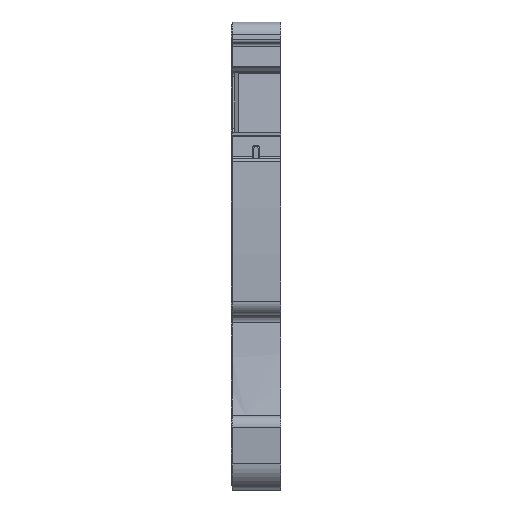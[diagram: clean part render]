
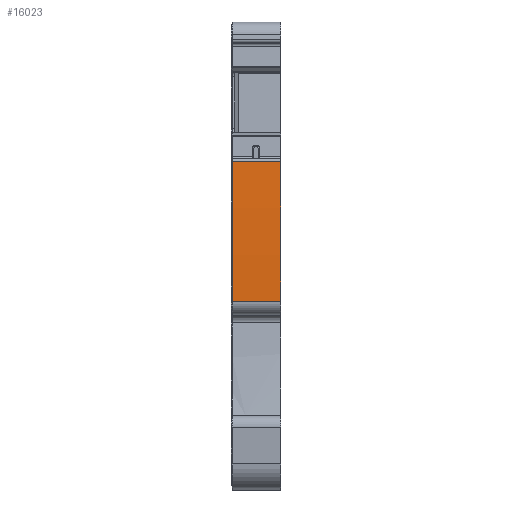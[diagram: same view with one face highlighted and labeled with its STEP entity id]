
A CAD part, front view. The second image highlights one B-rep face of the part: STEP entity #16023.
In plain terms, the highlighted cylindrical face has radius 122.182 mm (diameter 244.364 mm), a partial arc.
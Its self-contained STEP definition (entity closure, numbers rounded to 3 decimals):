
#9775=AXIS2_PLACEMENT_3D('Circle Axis2P3D',#9773,#9774,$) ;
#16003=AXIS2_PLACEMENT_3D('Cylinder Axis2P3D',#16000,#16001,#16002) ;
#16007=AXIS2_PLACEMENT_3D('Circle Axis2P3D',#16005,#16006,$) ;
#9770=CARTESIAN_POINT('Vertex',(0.05,1.648,13.45)) ;
#9773=CARTESIAN_POINT('Axis2P3D Location',(0.05,123.775,17.106)) ;
#9777=CARTESIAN_POINT('Vertex',(0.05,1.756,23.414)) ;
#15984=CARTESIAN_POINT('Vertex',(3.5,1.648,13.45)) ;
#15987=CARTESIAN_POINT('Line Origine',(1.775,1.648,13.45)) ;
#16000=CARTESIAN_POINT('Axis2P3D Location',(1.75,123.775,17.106)) ;
#16005=CARTESIAN_POINT('Axis2P3D Location',(3.5,123.775,17.106)) ;
#16009=CARTESIAN_POINT('Vertex',(3.5,1.756,23.414)) ;
#16012=CARTESIAN_POINT('Line Origine',(1.75,1.756,23.414)) ;
#9774=DIRECTION('Axis2P3D Direction',(-1.,0.,0.)) ;
#15988=DIRECTION('Vector Direction',(1.,0.,0.)) ;
#16001=DIRECTION('Axis2P3D Direction',(1.,0.,0.)) ;
#16002=DIRECTION('Axis2P3D XDirection',(0.,-0.992,0.126)) ;
#16006=DIRECTION('Axis2P3D Direction',(1.,0.,0.)) ;
#16013=DIRECTION('Vector Direction',(1.,0.,0.)) ;
#15989=VECTOR('Line Direction',#15988,1.) ;
#16014=VECTOR('Line Direction',#16013,1.) ;
#16018=ORIENTED_EDGE('',*,*,#15991,.T.) ;
#16019=ORIENTED_EDGE('',*,*,#16011,.F.) ;
#16020=ORIENTED_EDGE('',*,*,#16016,.F.) ;
#16021=ORIENTED_EDGE('',*,*,#9779,.F.) ;
#16023=ADVANCED_FACE('PartBody',(#16022),#16004,.T.) ;
#9776=CIRCLE('generated circle',#9775,122.182) ;
#16008=CIRCLE('generated circle',#16007,122.182) ;
#16004=CYLINDRICAL_SURFACE('generated cylinder',#16003,122.182) ;
#9779=EDGE_CURVE('',#9771,#9778,#9776,.T.) ;
#15991=EDGE_CURVE('',#9771,#15985,#15990,.T.) ;
#16011=EDGE_CURVE('',#16010,#15985,#16008,.T.) ;
#16016=EDGE_CURVE('',#9778,#16010,#16015,.T.) ;
#16017=EDGE_LOOP('',(#16018,#16019,#16020,#16021)) ;
#16022=FACE_OUTER_BOUND('',#16017,.T.) ;
#15990=LINE('Line',#15987,#15989) ;
#16015=LINE('Line',#16012,#16014) ;
#9771=VERTEX_POINT('',#9770) ;
#9778=VERTEX_POINT('',#9777) ;
#15985=VERTEX_POINT('',#15984) ;
#16010=VERTEX_POINT('',#16009) ;
